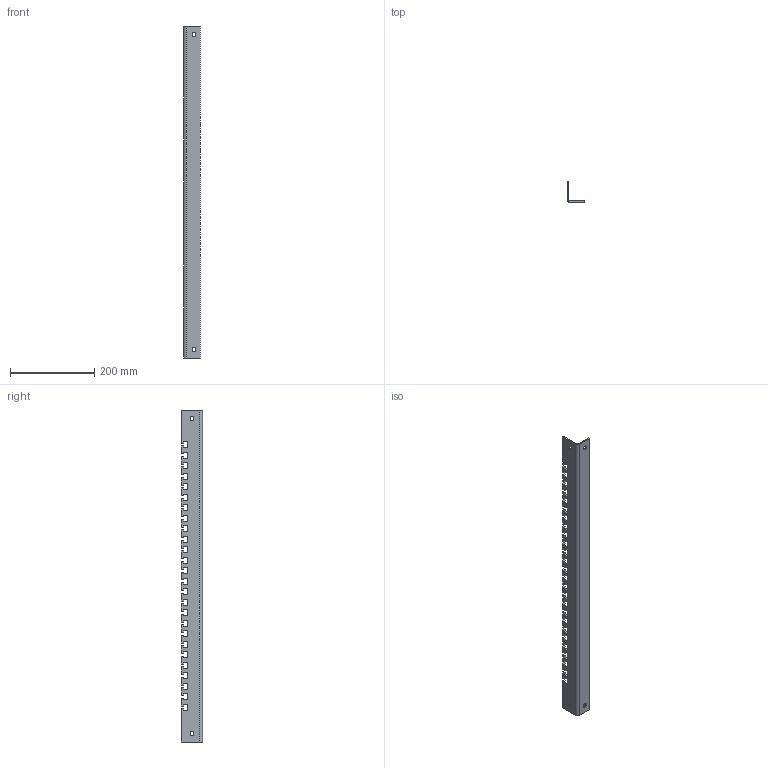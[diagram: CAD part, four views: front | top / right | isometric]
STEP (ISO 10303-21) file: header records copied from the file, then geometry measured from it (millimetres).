
FILE_DESCRIPTION(('STEP AP242'),'1');
FILE_NAME('nsycfp80.stp','2019-11-05T08:38:54',('TraceParts'),('TraceParts S.A.'),'Spatial InterOp 3D',' ',' ');
FILE_SCHEMA(('AP242_MANAGED_MODEL_BASED_3D_ENGINEERING_MIM_LF {1 0 10303 442 1 1 4}'));
Length unit declared in the file: millimetre
Products named in the file (1): nsycfp80
Bounding box: 40 x 50 x 790 mm (x, y, z)
Volume: 186636.6 mm3; surface area: 133799.3 mm2
Topology: 1 solids, 1 shells, 238 faces, 700 edges, 464 vertices
Faces by surface type: plane 228, cylinder 10
Entity records: 7791 total; most frequent: CARTESIAN_POINT 1403, ORIENTED_EDGE 1400, DIRECTION 1198, EDGE_CURVE 700, LINE 680, VECTOR 680, VERTEX_POINT 464, AXIS2_PLACEMENT_3D 259
